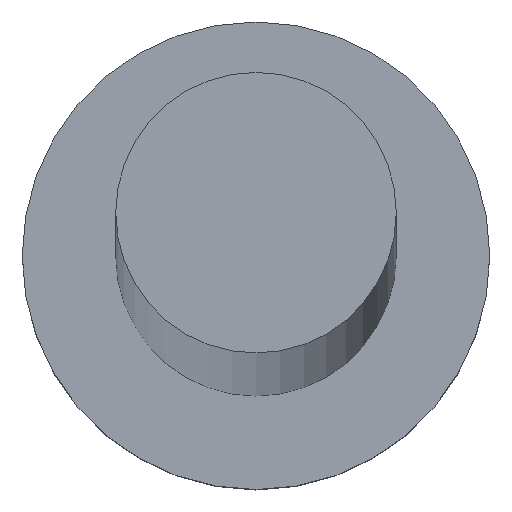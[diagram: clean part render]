
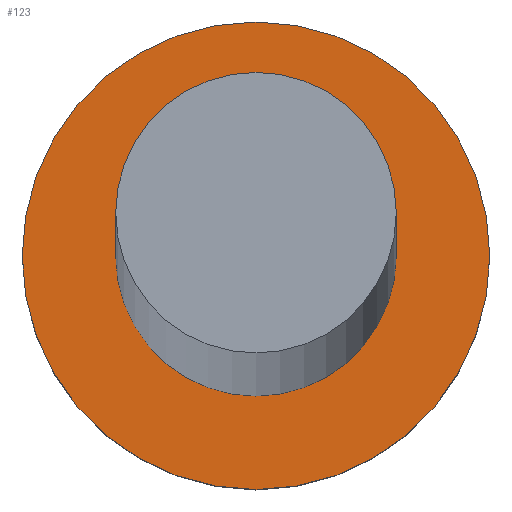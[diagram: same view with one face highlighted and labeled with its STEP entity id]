
A CAD part, top view. The second image highlights one B-rep face of the part: STEP entity #123.
In plain terms, the highlighted planar face has unit normal (0, 0, 1).
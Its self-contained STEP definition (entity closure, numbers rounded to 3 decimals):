
#13 = DIRECTION ( 'NONE',  ( 1., 0., 0. ) ) ;
#14 = VERTEX_POINT ( 'NONE', #125 ) ;
#25 = CARTESIAN_POINT ( 'NONE',  ( 0., 0., 1.5 ) ) ;
#26 = DIRECTION ( 'NONE',  ( 0., 0., 1. ) ) ;
#31 = CARTESIAN_POINT ( 'NONE',  ( 0.9, 0., 1.5 ) ) ;
#38 = EDGE_LOOP ( 'NONE', ( #220, #171 ) ) ;
#44 = VERTEX_POINT ( 'NONE', #218 ) ;
#52 = FACE_OUTER_BOUND ( 'NONE', #144, .T. ) ;
#63 = DIRECTION ( 'NONE',  ( 1., 0., 0. ) ) ;
#73 = EDGE_CURVE ( 'NONE', #14, #44, #176, .T. ) ;
#84 = CIRCLE ( 'NONE', #114, 0.9 ) ;
#94 = AXIS2_PLACEMENT_3D ( 'NONE', #25, #105, #63 ) ;
#96 = EDGE_CURVE ( 'NONE', #128, #226, #84, .T. ) ;
#101 = CIRCLE ( 'NONE', #223, 0.9 ) ;
#105 = DIRECTION ( 'NONE',  ( 0., 0., 1. ) ) ;
#108 = ORIENTED_EDGE ( 'NONE', *, *, #252, .T. ) ;
#114 = AXIS2_PLACEMENT_3D ( 'NONE', #129, #204, #167 ) ;
#120 = EDGE_CURVE ( 'NONE', #226, #128, #101, .T. ) ;
#122 = CIRCLE ( 'NONE', #199, 1.5 ) ;
#123 = ADVANCED_FACE ( 'NONE', ( #229, #52 ), #190, .T. ) ;
#125 = CARTESIAN_POINT ( 'NONE',  ( 1.5, 0., 1.5 ) ) ;
#128 = VERTEX_POINT ( 'NONE', #145 ) ;
#129 = CARTESIAN_POINT ( 'NONE',  ( 0., 0., 1.5 ) ) ;
#144 = EDGE_LOOP ( 'NONE', ( #108, #168 ) ) ;
#145 = CARTESIAN_POINT ( 'NONE',  ( -0.9, 0., 1.5 ) ) ;
#146 = CARTESIAN_POINT ( 'NONE',  ( 0., 0., 1.5 ) ) ;
#155 = CARTESIAN_POINT ( 'NONE',  ( 0., 0., 1.5 ) ) ;
#158 = DIRECTION ( 'NONE',  ( 0., 0., 1. ) ) ;
#167 = DIRECTION ( 'NONE',  ( 1., 0., 0. ) ) ;
#168 = ORIENTED_EDGE ( 'NONE', *, *, #73, .T. ) ;
#171 = ORIENTED_EDGE ( 'NONE', *, *, #120, .F. ) ;
#176 = CIRCLE ( 'NONE', #94, 1.5 ) ;
#180 = DIRECTION ( 'NONE',  ( 1., 0., 0. ) ) ;
#185 = CARTESIAN_POINT ( 'NONE',  ( 0., 0., 1.5 ) ) ;
#190 = PLANE ( 'NONE',  #198 ) ;
#198 = AXIS2_PLACEMENT_3D ( 'NONE', #146, #244, #224 ) ;
#199 = AXIS2_PLACEMENT_3D ( 'NONE', #155, #158, #180 ) ;
#204 = DIRECTION ( 'NONE',  ( 0., 0., 1. ) ) ;
#218 = CARTESIAN_POINT ( 'NONE',  ( -1.5, 0., 1.5 ) ) ;
#220 = ORIENTED_EDGE ( 'NONE', *, *, #96, .F. ) ;
#223 = AXIS2_PLACEMENT_3D ( 'NONE', #185, #26, #13 ) ;
#224 = DIRECTION ( 'NONE',  ( 1., 0., 0. ) ) ;
#226 = VERTEX_POINT ( 'NONE', #31 ) ;
#229 = FACE_BOUND ( 'NONE', #38, .T. ) ;
#244 = DIRECTION ( 'NONE',  ( 0., 0., 1. ) ) ;
#252 = EDGE_CURVE ( 'NONE', #44, #14, #122, .T. ) ;
